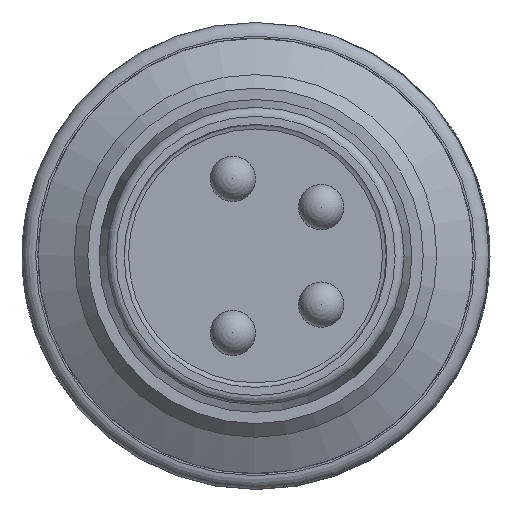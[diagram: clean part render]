
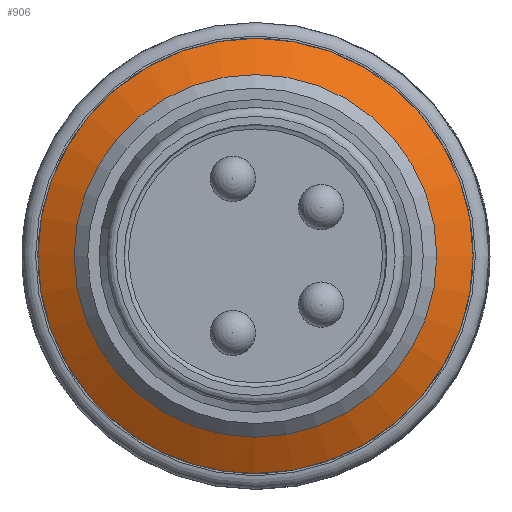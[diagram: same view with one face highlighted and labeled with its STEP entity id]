
A CAD part, front view. The second image highlights one B-rep face of the part: STEP entity #906.
In plain terms, the highlighted conical face has half-angle 60 degrees and reference radius 4 mm.
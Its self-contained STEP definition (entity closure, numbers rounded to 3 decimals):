
#437=CONICAL_SURFACE('',#4105,4.,60.);
#906=ADVANCED_FACE('',(#1207,#1208),#437,.T.);
#1207=FACE_BOUND('',#1434,.T.);
#1208=FACE_BOUND('',#1435,.T.);
#1434=EDGE_LOOP('',(#2069));
#1435=EDGE_LOOP('',(#2070));
#2069=ORIENTED_EDGE('',*,*,#3277,.F.);
#2070=ORIENTED_EDGE('',*,*,#3069,.T.);
#2723=VERTEX_POINT('',#5594);
#2854=VERTEX_POINT('',#7104);
#3069=EDGE_CURVE('',#2723,#2723,#3605,.T.);
#3277=EDGE_CURVE('',#2854,#2854,#3719,.T.);
#3605=CIRCLE('',#3917,4.);
#3719=CIRCLE('',#4104,4.8);
#3917=AXIS2_PLACEMENT_3D('',#5593,#4473,#4474);
#4104=AXIS2_PLACEMENT_3D('',#7103,#4883,#4884);
#4105=AXIS2_PLACEMENT_3D('',#7105,#4885,#4886);
#4473=DIRECTION('',(0.,1.,0.));
#4474=DIRECTION('',(0.,0.,-1.));
#4883=DIRECTION('',(0.,1.,0.));
#4884=DIRECTION('',(0.866,0.,0.5));
#4885=DIRECTION('',(0.,1.,0.));
#4886=DIRECTION('',(-0.866,0.,-0.5));
#5593=CARTESIAN_POINT('',(76.9,17.7,0.));
#5594=CARTESIAN_POINT('',(76.9,17.7,-4.));
#7103=CARTESIAN_POINT('',(76.9,18.162,0.));
#7104=CARTESIAN_POINT('',(81.057,18.162,2.4));
#7105=CARTESIAN_POINT('',(76.9,17.7,0.));
